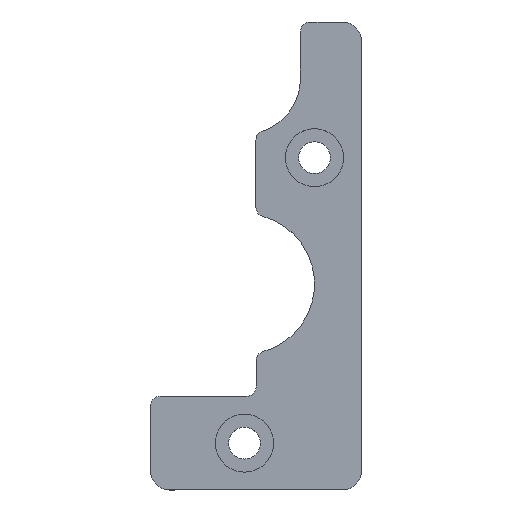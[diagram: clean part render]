
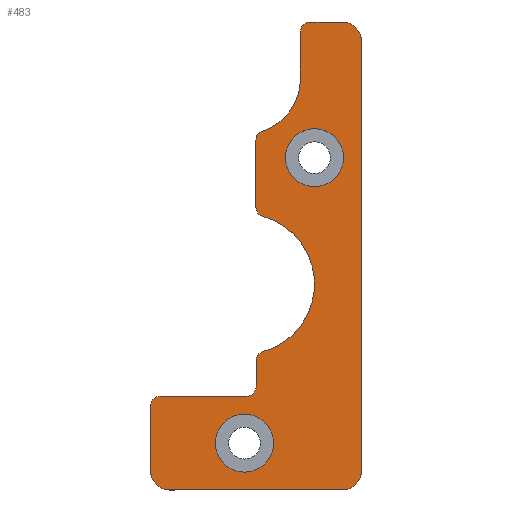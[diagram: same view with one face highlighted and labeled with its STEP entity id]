
A CAD part, top view. The second image highlights one B-rep face of the part: STEP entity #483.
In plain terms, the highlighted planar face has unit normal (0, 0, 1).
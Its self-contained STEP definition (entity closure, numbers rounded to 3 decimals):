
#23=FACE_BOUND('',#99,.T.);
#24=FACE_BOUND('',#100,.T.);
#36=PLANE('',#542);
#63=FACE_OUTER_BOUND('',#98,.T.);
#98=EDGE_LOOP('',(#421,#422,#423,#424,#425,#426,#427,#428,#429,#430,#431,
#432,#433,#434,#435,#436,#437,#438,#439));
#99=EDGE_LOOP('',(#440));
#100=EDGE_LOOP('',(#441));
#105=LINE('',#709,#140);
#115=LINE('',#756,#150);
#124=LINE('',#803,#159);
#125=LINE('',#805,#160);
#126=LINE('',#808,#161);
#129=LINE('',#816,#164);
#132=LINE('',#824,#167);
#135=LINE('',#831,#170);
#140=VECTOR('',#557,10.);
#150=VECTOR('',#599,10.);
#159=VECTOR('',#658,10.);
#160=VECTOR('',#661,10.);
#161=VECTOR('',#664,10.);
#164=VECTOR('',#673,10.);
#167=VECTOR('',#682,10.);
#170=VECTOR('',#691,10.);
#171=CIRCLE('',#487,1.);
#185=CIRCLE('',#504,1.);
#186=CIRCLE('',#507,1.);
#187=CIRCLE('',#509,1.);
#188=CIRCLE('',#511,7.5);
#189=CIRCLE('',#513,1.);
#190=CIRCLE('',#515,1.);
#191=CIRCLE('',#517,6.);
#194=CIRCLE('',#522,3.1);
#197=CIRCLE('',#527,3.1);
#198=CIRCLE('',#534,2.);
#199=CIRCLE('',#537,2.);
#200=CIRCLE('',#540,2.);
#201=VERTEX_POINT('',#696);
#202=VERTEX_POINT('',#697);
#206=VERTEX_POINT('',#707);
#225=VERTEX_POINT('',#749);
#226=VERTEX_POINT('',#750);
#227=VERTEX_POINT('',#755);
#228=VERTEX_POINT('',#759);
#229=VERTEX_POINT('',#763);
#230=VERTEX_POINT('',#764);
#231=VERTEX_POINT('',#769);
#232=VERTEX_POINT('',#773);
#233=VERTEX_POINT('',#777);
#234=VERTEX_POINT('',#778);
#237=VERTEX_POINT('',#790);
#240=VERTEX_POINT('',#798);
#241=VERTEX_POINT('',#807);
#242=VERTEX_POINT('',#811);
#243=VERTEX_POINT('',#815);
#244=VERTEX_POINT('',#819);
#245=VERTEX_POINT('',#823);
#246=VERTEX_POINT('',#827);
#247=EDGE_CURVE('',#201,#202,#171,.T.);
#253=EDGE_CURVE('',#201,#206,#105,.T.);
#273=EDGE_CURVE('',#225,#226,#185,.T.);
#276=EDGE_CURVE('',#227,#226,#115,.T.);
#278=EDGE_CURVE('',#227,#228,#186,.T.);
#280=EDGE_CURVE('',#229,#230,#187,.T.);
#283=EDGE_CURVE('',#231,#230,#188,.T.);
#285=EDGE_CURVE('',#231,#232,#189,.T.);
#287=EDGE_CURVE('',#233,#234,#190,.T.);
#290=EDGE_CURVE('',#206,#234,#191,.T.);
#293=EDGE_CURVE('',#237,#237,#194,.T.);
#296=EDGE_CURVE('',#240,#240,#197,.T.);
#297=EDGE_CURVE('',#229,#228,#124,.T.);
#298=EDGE_CURVE('',#233,#232,#125,.T.);
#299=EDGE_CURVE('',#241,#202,#126,.T.);
#301=EDGE_CURVE('',#242,#241,#198,.T.);
#303=EDGE_CURVE('',#243,#242,#129,.T.);
#305=EDGE_CURVE('',#244,#243,#199,.T.);
#307=EDGE_CURVE('',#245,#244,#132,.T.);
#309=EDGE_CURVE('',#246,#245,#200,.T.);
#311=EDGE_CURVE('',#225,#246,#135,.T.);
#421=ORIENTED_EDGE('',*,*,#247,.F.);
#422=ORIENTED_EDGE('',*,*,#253,.T.);
#423=ORIENTED_EDGE('',*,*,#290,.T.);
#424=ORIENTED_EDGE('',*,*,#287,.F.);
#425=ORIENTED_EDGE('',*,*,#298,.T.);
#426=ORIENTED_EDGE('',*,*,#285,.F.);
#427=ORIENTED_EDGE('',*,*,#283,.T.);
#428=ORIENTED_EDGE('',*,*,#280,.F.);
#429=ORIENTED_EDGE('',*,*,#297,.T.);
#430=ORIENTED_EDGE('',*,*,#278,.F.);
#431=ORIENTED_EDGE('',*,*,#276,.T.);
#432=ORIENTED_EDGE('',*,*,#273,.F.);
#433=ORIENTED_EDGE('',*,*,#311,.T.);
#434=ORIENTED_EDGE('',*,*,#309,.T.);
#435=ORIENTED_EDGE('',*,*,#307,.T.);
#436=ORIENTED_EDGE('',*,*,#305,.T.);
#437=ORIENTED_EDGE('',*,*,#303,.T.);
#438=ORIENTED_EDGE('',*,*,#301,.T.);
#439=ORIENTED_EDGE('',*,*,#299,.T.);
#440=ORIENTED_EDGE('',*,*,#293,.T.);
#441=ORIENTED_EDGE('',*,*,#296,.T.);
#483=ADVANCED_FACE('',(#63,#23,#24),#36,.T.);
#487=AXIS2_PLACEMENT_3D('',#698,#547,#548);
#504=AXIS2_PLACEMENT_3D('',#751,#593,#594);
#507=AXIS2_PLACEMENT_3D('',#760,#603,#604);
#509=AXIS2_PLACEMENT_3D('',#765,#608,#609);
#511=AXIS2_PLACEMENT_3D('',#770,#614,#615);
#513=AXIS2_PLACEMENT_3D('',#774,#619,#620);
#515=AXIS2_PLACEMENT_3D('',#779,#624,#625);
#517=AXIS2_PLACEMENT_3D('',#783,#630,#631);
#522=AXIS2_PLACEMENT_3D('',#791,#640,#641);
#527=AXIS2_PLACEMENT_3D('',#799,#650,#651);
#534=AXIS2_PLACEMENT_3D('',#812,#668,#669);
#537=AXIS2_PLACEMENT_3D('',#820,#677,#678);
#540=AXIS2_PLACEMENT_3D('',#828,#686,#687);
#542=AXIS2_PLACEMENT_3D('',#832,#692,#693);
#547=DIRECTION('center_axis',(0.,0.,-1.));
#548=DIRECTION('ref_axis',(-0.707,0.707,0.));
#557=DIRECTION('',(0.,-1.,0.));
#593=DIRECTION('center_axis',(0.,0.,-1.));
#594=DIRECTION('ref_axis',(-0.707,0.707,0.));
#599=DIRECTION('',(-1.,0.,0.));
#603=DIRECTION('center_axis',(0.,0.,1.));
#604=DIRECTION('ref_axis',(0.707,-0.707,0.));
#608=DIRECTION('center_axis',(0.,0.,-1.));
#609=DIRECTION('ref_axis',(-0.795,0.606,0.));
#614=DIRECTION('center_axis',(0.,0.,-1.));
#615=DIRECTION('ref_axis',(0.167,-0.986,0.));
#619=DIRECTION('center_axis',(0.,0.,-1.));
#620=DIRECTION('ref_axis',(-0.795,-0.606,0.));
#624=DIRECTION('center_axis',(0.,0.,-1.));
#625=DIRECTION('ref_axis',(-0.813,0.582,0.));
#630=DIRECTION('center_axis',(0.,0.,-1.));
#631=DIRECTION('ref_axis',(0.208,-0.978,0.));
#640=DIRECTION('center_axis',(0.,0.,-1.));
#641=DIRECTION('ref_axis',(1.,0.,0.));
#650=DIRECTION('center_axis',(0.,0.,-1.));
#651=DIRECTION('ref_axis',(1.,0.,0.));
#658=DIRECTION('',(0.,-1.,0.));
#661=DIRECTION('',(0.,-1.,0.));
#664=DIRECTION('',(-1.,0.,0.));
#668=DIRECTION('center_axis',(0.,0.,1.));
#669=DIRECTION('ref_axis',(1.,0.,0.));
#673=DIRECTION('',(0.,1.,0.));
#677=DIRECTION('center_axis',(0.,0.,1.));
#678=DIRECTION('ref_axis',(0.,-1.,0.));
#682=DIRECTION('',(1.,0.,0.));
#686=DIRECTION('center_axis',(0.,0.,
1.));
#687=DIRECTION('ref_axis',(-1.,0.,0.));
#691=DIRECTION('',(0.,-1.,0.));
#692=DIRECTION('center_axis',(0.,0.,1.));
#693=DIRECTION('ref_axis',(1.,0.,0.));
#696=CARTESIAN_POINT('',(-159.,125.5,1.15));
#697=CARTESIAN_POINT('',(-158.,126.5,1.15));
#698=CARTESIAN_POINT('Origin',(-158.,125.5,1.15));
#707=CARTESIAN_POINT('',(-159.,120.5,1.15));
#709=CARTESIAN_POINT('',(-159.,120.5,1.15));
#749=CARTESIAN_POINT('',(-175.,85.5,1.15));
#750=CARTESIAN_POINT('',(-174.,86.5,1.15));
#751=CARTESIAN_POINT('Origin',(-174.,85.5,1.15));
#755=CARTESIAN_POINT('',(-164.75,86.5,1.15));
#756=CARTESIAN_POINT('',(-163.75,86.5,1.15));
#759=CARTESIAN_POINT('',(-163.75,87.5,1.15));
#760=CARTESIAN_POINT('Origin',(-164.75,87.5,1.15));
#763=CARTESIAN_POINT('',(-163.75,90.303,1.15));
#764=CARTESIAN_POINT('',(-163.015,91.268,1.15));
#765=CARTESIAN_POINT('Origin',(-162.75,90.303,1.15));
#769=CARTESIAN_POINT('',(-163.015,105.732,1.15));
#770=CARTESIAN_POINT('Origin',(-165.,98.5,1.15));
#773=CARTESIAN_POINT('',(-163.75,106.697,1.15));
#774=CARTESIAN_POINT('Origin',(-162.75,106.697,1.15));
#777=CARTESIAN_POINT('',(-163.75,113.871,1.15));
#778=CARTESIAN_POINT('',(-163.071,114.818,1.15));
#779=CARTESIAN_POINT('Origin',(-162.75,113.871,1.15));
#783=CARTESIAN_POINT('Origin',(-165.,120.5,1.15));
#790=CARTESIAN_POINT('',(-168.084,81.5,1.15));
#791=CARTESIAN_POINT('Origin',(-164.984,81.5,1.15));
#798=CARTESIAN_POINT('',(-160.6,112.,1.15));
#799=CARTESIAN_POINT('Origin',(-157.5,112.,1.15));
#803=CARTESIAN_POINT('',(-163.75,91.105,1.15));
#805=CARTESIAN_POINT('',(-163.75,114.632,1.15));
#807=CARTESIAN_POINT('',(-154.5,126.5,1.15));
#808=CARTESIAN_POINT('',(-154.5,126.5,1.15));
#811=CARTESIAN_POINT('',(-152.5,124.5,1.15));
#812=CARTESIAN_POINT('Origin',(-154.5,124.5,1.15));
#815=CARTESIAN_POINT('',(-152.5,78.5,1.15));
#816=CARTESIAN_POINT('',(-152.5,78.5,1.15));
#819=CARTESIAN_POINT('',(-154.5,76.5,1.15));
#820=CARTESIAN_POINT('Origin',(-154.5,78.5,1.15));
#823=CARTESIAN_POINT('',(-173.,76.5,1.15));
#824=CARTESIAN_POINT('',(-173.,76.5,1.15));
#827=CARTESIAN_POINT('',(-175.,78.5,1.15));
#828=CARTESIAN_POINT('Origin',(-173.,78.5,1.15));
#831=CARTESIAN_POINT('',(-175.,124.5,1.15));
#832=CARTESIAN_POINT('Origin',(-163.75,101.5,1.15));
